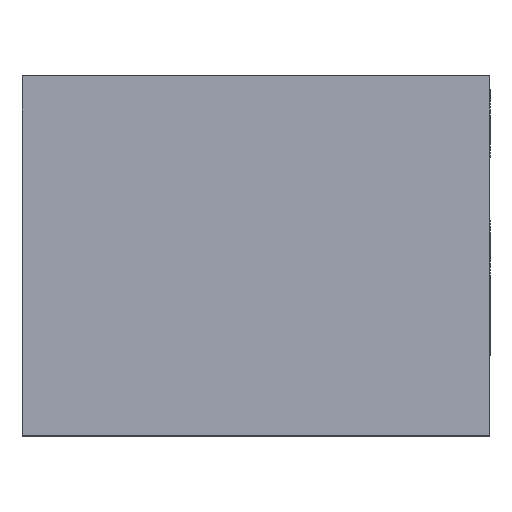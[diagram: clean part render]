
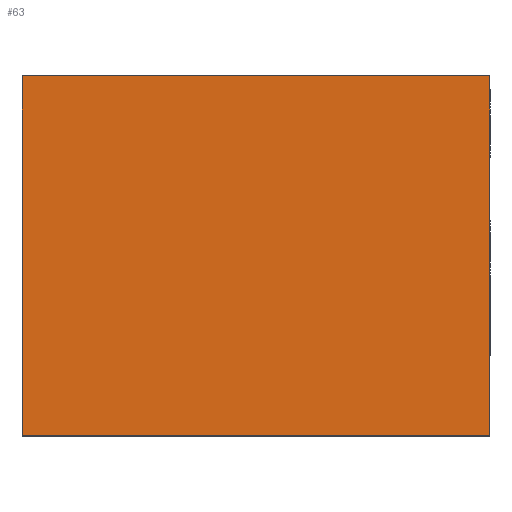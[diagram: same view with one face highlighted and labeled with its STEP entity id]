
A CAD part, top view. The second image highlights one B-rep face of the part: STEP entity #63.
In plain terms, the highlighted planar face has unit normal (0, 0, 1).
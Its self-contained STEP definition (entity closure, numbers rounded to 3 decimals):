
#5 = AXIS2_PLACEMENT_3D ( 'NONE', #35, #254, #336 ) ;
#35 = CARTESIAN_POINT ( 'NONE',  ( 0., 0., 12. ) ) ;
#42 = VECTOR ( 'NONE', #91, 1000. ) ;
#50 = LINE ( 'NONE', #265, #42 ) ;
#63 = ADVANCED_FACE ( 'NONE', ( #278 ), #147, .T. ) ;
#72 = DIRECTION ( 'NONE',  ( 0., -1., 0. ) ) ;
#85 = DIRECTION ( 'NONE',  ( -1., 0., 0. ) ) ;
#91 = DIRECTION ( 'NONE',  ( 0., 1., 0. ) ) ;
#92 = EDGE_CURVE ( 'NONE', #337, #151, #305, .T. ) ;
#110 = LINE ( 'NONE', #161, #256 ) ;
#143 = VECTOR ( 'NONE', #335, 1000. ) ;
#147 = PLANE ( 'NONE',  #5 ) ;
#151 = VERTEX_POINT ( 'NONE', #286 ) ;
#157 = VERTEX_POINT ( 'NONE', #207 ) ;
#161 = CARTESIAN_POINT ( 'NONE',  ( 26., 20., 12. ) ) ;
#170 = EDGE_CURVE ( 'NONE', #157, #337, #180, .T. ) ;
#180 = LINE ( 'NONE', #281, #302 ) ;
#181 = ORIENTED_EDGE ( 'NONE', *, *, #225, .T. ) ;
#191 = CARTESIAN_POINT ( 'NONE',  ( 26., 20., 12. ) ) ;
#201 = ORIENTED_EDGE ( 'NONE', *, *, #92, .T. ) ;
#207 = CARTESIAN_POINT ( 'NONE',  ( -26., 20., 12. ) ) ;
#210 = ORIENTED_EDGE ( 'NONE', *, *, #283, .T. ) ;
#225 = EDGE_CURVE ( 'NONE', #151, #344, #50, .T. ) ;
#227 = ORIENTED_EDGE ( 'NONE', *, *, #170, .T. ) ;
#254 = DIRECTION ( 'NONE',  ( 0., 0., 1. ) ) ;
#256 = VECTOR ( 'NONE', #85, 1000. ) ;
#265 = CARTESIAN_POINT ( 'NONE',  ( 26., -20., 12. ) ) ;
#277 = CARTESIAN_POINT ( 'NONE',  ( 26., -20., 12. ) ) ;
#278 = FACE_OUTER_BOUND ( 'NONE', #310, .T. ) ;
#281 = CARTESIAN_POINT ( 'NONE',  ( -26., -20., 12. ) ) ;
#283 = EDGE_CURVE ( 'NONE', #344, #157, #110, .T. ) ;
#286 = CARTESIAN_POINT ( 'NONE',  ( 26., -20., 12. ) ) ;
#302 = VECTOR ( 'NONE', #72, 1000. ) ;
#305 = LINE ( 'NONE', #277, #143 ) ;
#310 = EDGE_LOOP ( 'NONE', ( #227, #201, #181, #210 ) ) ;
#330 = CARTESIAN_POINT ( 'NONE',  ( -26., -20., 12. ) ) ;
#335 = DIRECTION ( 'NONE',  ( 1., 0., 0. ) ) ;
#336 = DIRECTION ( 'NONE',  ( 1., 0., 0. ) ) ;
#337 = VERTEX_POINT ( 'NONE', #330 ) ;
#344 = VERTEX_POINT ( 'NONE', #191 ) ;
